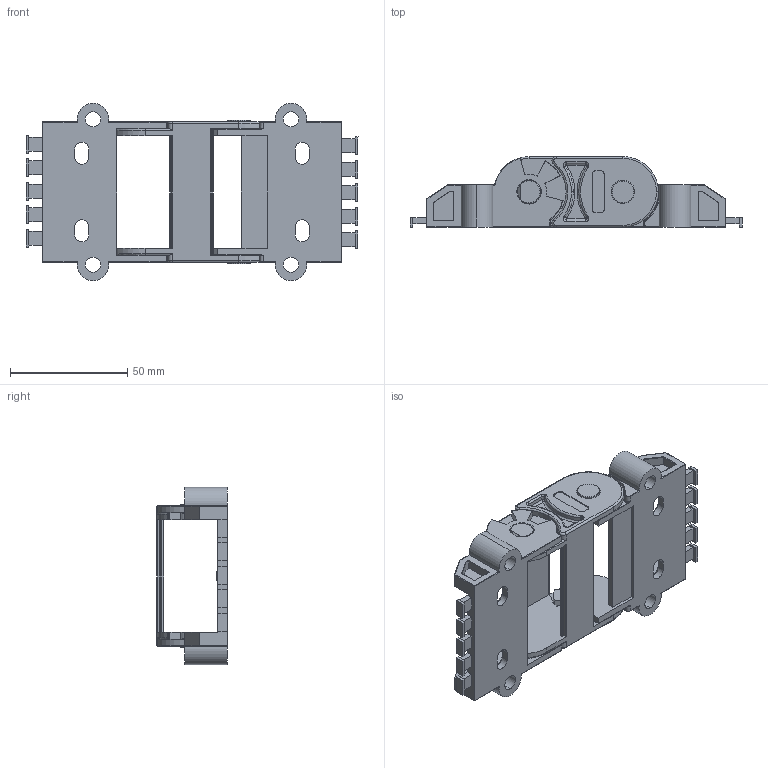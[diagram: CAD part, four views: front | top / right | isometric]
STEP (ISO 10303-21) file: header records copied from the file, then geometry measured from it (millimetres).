
FILE_DESCRIPTION (( 'STEP AP214' ), '1' );
FILE_NAME ('CK24-F048-AYAK.STEP', '2019-09-10T12:26:02', ( '' ), ( '' ), 'SwSTEP 2.0', 'SolidWorks 2017', '' );
FILE_SCHEMA (( 'AUTOMOTIVE_DESIGN' ));
Length unit declared in the file: millimetre
Products named in the file (1): CK24-F048-AYAK
Bounding box: 141.4 x 30 x 75.5 mm (x, y, z)
Volume: 52250.3 mm3; surface area: 37805.9 mm2
Topology: 3 solids, 3 shells, 655 faces, 1708 edges, 1061 vertices
Faces by surface type: plane 269, cylinder 236, torus 88, bspline 32, sphere 18, cone 12
Entity records: 21494 total; most frequent: CARTESIAN_POINT 5435, ORIENTED_EDGE 3384, DIRECTION 3346, EDGE_CURVE 1692, AXIS2_PLACEMENT_3D 1180, VERTEX_POINT 1061, VECTOR 986, LINE 986
